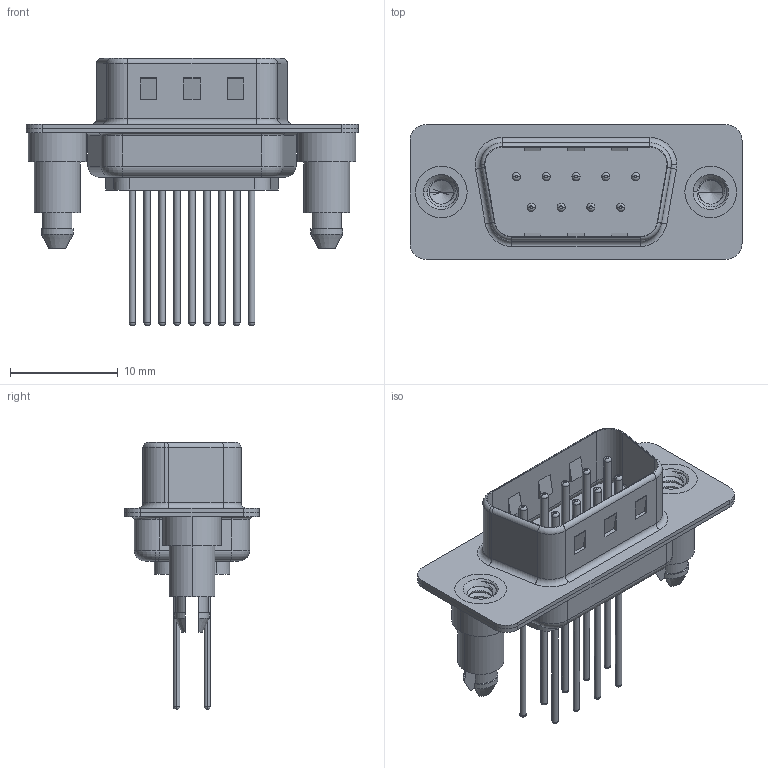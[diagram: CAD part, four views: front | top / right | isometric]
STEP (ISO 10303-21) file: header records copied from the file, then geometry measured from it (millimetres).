
FILE_DESCRIPTION (( 'STEP AP203' ), '1' );
FILE_NAME ('627-M09-223-GN5.STEP', '2020-07-16T19:15:06', ( '' ), ( '' ), 'SwSTEP 2.0', 'SolidWorks 2020', '' );
FILE_SCHEMA (( 'CONFIG_CONTROL_DESIGN' ));
Length unit declared in the file: millimetre
Products named in the file (7): 627M Shell Rear_09 Contacts; 627-M09-223-GN5; 627M Contact Row 2_23; 627M 4-40 Threaded Boardlock; 627M Housing_09 Contacts; 627M Contact Row 1_23; 627M Shell Front_09 Contacts
Assembly tree (14 placements, depth 2):
  627-M09-223-GN5
    627M Housing_09 Contacts
    627M Shell Front_09 Contacts
    627M Shell Rear_09 Contacts
    627M Contact Row 1_23  x5
    627M Contact Row 2_23  x4
    627M 4-40 Threaded Boardlock  x2
Bounding box: 30.8 x 12.5 x 24.77 mm (x, y, z)
Volume: 1461.5 mm3; surface area: 4023.6 mm2
Topology: 14 solids, 14 shells, 687 faces, 1555 edges, 956 vertices
Faces by surface type: cylinder 287, torus 194, plane 186, cone 14, bspline 6
Entity records: 15044 total; most frequent: CARTESIAN_POINT 3869, DIRECTION 2309, ORIENTED_EDGE 2028, EDGE_CURVE 1014, AXIS2_PLACEMENT_3D 927, VERTEX_POINT 637, EDGE_LOOP 505, CIRCLE 487
